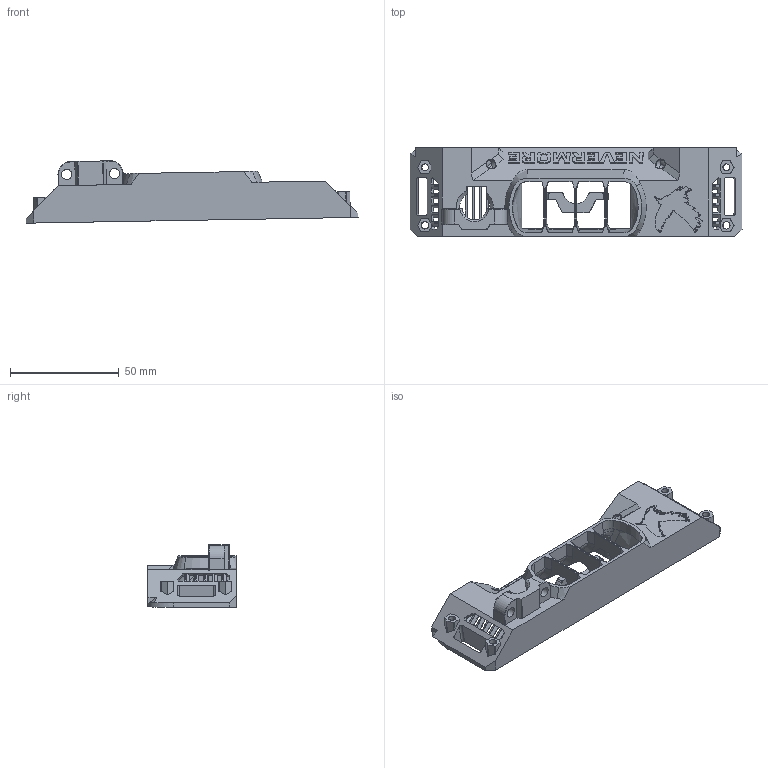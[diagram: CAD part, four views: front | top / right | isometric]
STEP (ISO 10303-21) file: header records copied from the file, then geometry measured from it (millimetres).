
FILE_DESCRIPTION(/* description */ (''),/* implementation_level */ '2;1');
FILE_NAME(/* name */ 'PUG_Chamber_Side.step',/* time_stamp */ '2025-04-05T16:24:55+02:00',/* author */ (''),/* organization */ (''),/* preprocessor_version */ 'ST-DEVELOPER v20.1',/* originating_system */ 'Autodesk Translation Framework v14.4.0.0',/* authorisation */ '');
FILE_SCHEMA (('AUTOMOTIVE_DESIGN { 1 0 10303 214 3 1 1 }'));
Length unit declared in the file: millimetre
Products named in the file (2): PUG Clamp; Component2
Assembly tree (1 placements, depth 2):
  PUG Clamp
    Component2
Bounding box: 152.79 x 40.71 x 28.69 mm (x, y, z)
Volume: 32895.6 mm3; surface area: 26810.9 mm2
Topology: 2 solids, 2 shells, 1056 faces, 3039 edges, 1981 vertices
Faces by surface type: plane 463, bspline 296, cylinder 248, cone 30, torus 17, sphere 2
Full cylindrical faces by diameter (mm): 3.2 x2, 3.4 x2, 4.7 x2
Entity records: 40119 total; most frequent: CARTESIAN_POINT 14026, ORIENTED_EDGE 6074, DIRECTION 4490, EDGE_CURVE 3037, VERTEX_POINT 1981, LINE 1766, VECTOR 1766, AXIS2_PLACEMENT_3D 1362
